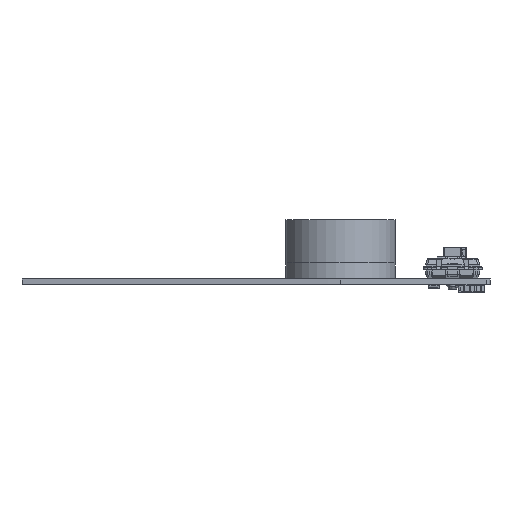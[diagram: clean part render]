
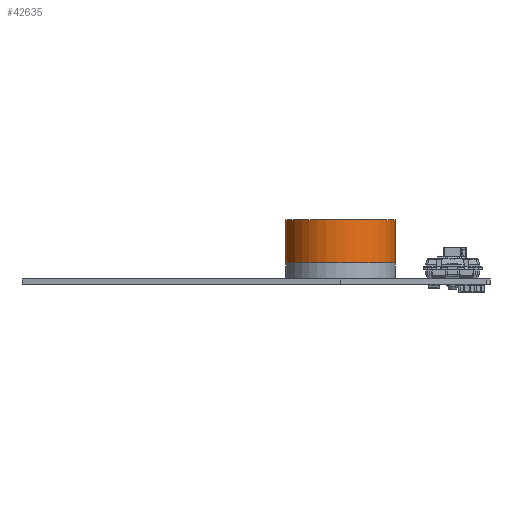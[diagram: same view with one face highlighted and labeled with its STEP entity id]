
A CAD part, left-side view. The second image highlights one B-rep face of the part: STEP entity #42635.
In plain terms, the highlighted cylindrical face has radius 14 mm (diameter 28 mm), a full revolution.
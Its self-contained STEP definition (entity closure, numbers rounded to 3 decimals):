
#42635 = ADVANCED_FACE('',(#42636),#42662,.T.);
#42636 = FACE_BOUND('',#42637,.T.);
#42637 = EDGE_LOOP('',(#42638,#42647,#42654,#42661));
#42638 = ORIENTED_EDGE('',*,*,#42639,.F.);
#42639 = EDGE_CURVE('',#42640,#42640,#42642,.T.);
#42640 = VERTEX_POINT('',#42641);
#42641 = CARTESIAN_POINT('',(14.,0.,11.));
#42642 = CIRCLE('',#42643,14.);
#42643 = AXIS2_PLACEMENT_3D('',#42644,#42645,#42646);
#42644 = CARTESIAN_POINT('',(0.,0.,11.));
#42645 = DIRECTION('',(0.,0.,1.));
#42646 = DIRECTION('',(1.,0.,-0.));
#42647 = ORIENTED_EDGE('',*,*,#42648,.T.);
#42648 = EDGE_CURVE('',#42640,#42649,#42651,.T.);
#42649 = VERTEX_POINT('',#42650);
#42650 = CARTESIAN_POINT('',(14.,0.,0.));
#42651 = B_SPLINE_CURVE_WITH_KNOTS('',1,(#42652,#42653),.UNSPECIFIED.,
  .F.,.F.,(2,2),(0.,11.),.PIECEWISE_BEZIER_KNOTS.);
#42652 = CARTESIAN_POINT('',(14.,0.,11.));
#42653 = CARTESIAN_POINT('',(14.,0.,0.));
#42654 = ORIENTED_EDGE('',*,*,#42655,.T.);
#42655 = EDGE_CURVE('',#42649,#42649,#42656,.T.);
#42656 = CIRCLE('',#42657,14.);
#42657 = AXIS2_PLACEMENT_3D('',#42658,#42659,#42660);
#42658 = CARTESIAN_POINT('',(0.,0.,0.));
#42659 = DIRECTION('',(0.,0.,1.));
#42660 = DIRECTION('',(1.,0.,-0.));
#42661 = ORIENTED_EDGE('',*,*,#42648,.F.);
#42662 = CYLINDRICAL_SURFACE('',#42663,14.);
#42663 = AXIS2_PLACEMENT_3D('',#42664,#42665,#42666);
#42664 = CARTESIAN_POINT('',(0.,0.,11.));
#42665 = DIRECTION('',(0.,0.,-1.));
#42666 = DIRECTION('',(-1.,0.,0.));
